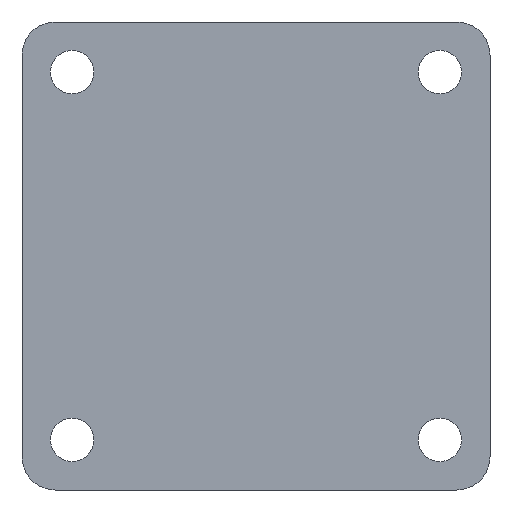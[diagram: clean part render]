
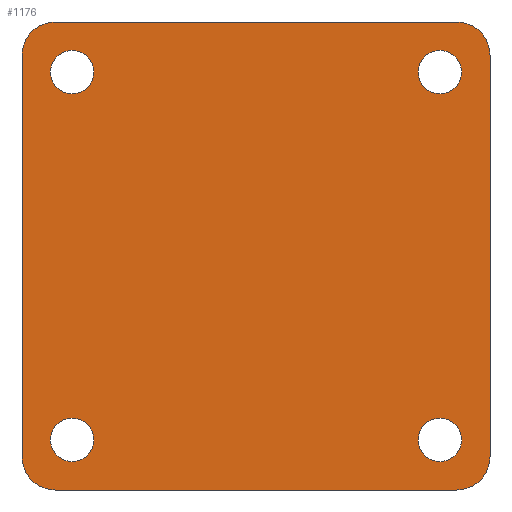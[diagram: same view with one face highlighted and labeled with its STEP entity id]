
A CAD part, front view. The second image highlights one B-rep face of the part: STEP entity #1176.
In plain terms, the highlighted planar face has unit normal (0, -1, 0).
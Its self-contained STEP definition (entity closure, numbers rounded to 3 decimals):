
#9 = VERTEX_POINT ( 'NONE', #428 ) ;
#11 = ORIENTED_EDGE ( 'NONE', *, *, #1585, .T. ) ;
#27 = CIRCLE ( 'NONE', #734, 6.5 ) ;
#31 = DIRECTION ( 'NONE',  ( 0., 0., 1. ) ) ;
#42 = CARTESIAN_POINT ( 'NONE',  ( -60., 0., -60. ) ) ;
#50 = CARTESIAN_POINT ( 'NONE',  ( -55., 0., 61.5 ) ) ;
#53 = DIRECTION ( 'NONE',  ( 0., 0., 1. ) ) ;
#58 = VECTOR ( 'NONE', #1358, 1000. ) ;
#60 = VERTEX_POINT ( 'NONE', #1140 ) ;
#67 = VERTEX_POINT ( 'NONE', #754 ) ;
#80 = FACE_BOUND ( 'NONE', #1733, .T. ) ;
#89 = DIRECTION ( 'NONE',  ( 0., 0., 1. ) ) ;
#103 = ORIENTED_EDGE ( 'NONE', *, *, #544, .T. ) ;
#114 = DIRECTION ( 'NONE',  ( 0., 0., 1. ) ) ;
#117 = VERTEX_POINT ( 'NONE', #50 ) ;
#121 = EDGE_CURVE ( 'NONE', #175, #1745, #392, .T. ) ;
#123 = AXIS2_PLACEMENT_3D ( 'NONE', #659, #1616, #1726 ) ;
#129 = EDGE_CURVE ( 'NONE', #9, #560, #1206, .T. ) ;
#134 = ORIENTED_EDGE ( 'NONE', *, *, #867, .T. ) ;
#156 = DIRECTION ( 'NONE',  ( 0., 0., 1. ) ) ;
#159 = LINE ( 'NONE', #585, #58 ) ;
#164 = CARTESIAN_POINT ( 'NONE',  ( -55., 0., -48.5 ) ) ;
#175 = VERTEX_POINT ( 'NONE', #1421 ) ;
#188 = ORIENTED_EDGE ( 'NONE', *, *, #1107, .F. ) ;
#189 = CARTESIAN_POINT ( 'NONE',  ( 55., 0., 55. ) ) ;
#190 = AXIS2_PLACEMENT_3D ( 'NONE', #189, #1262, #89 ) ;
#199 = CARTESIAN_POINT ( 'NONE',  ( -60., 0., 70. ) ) ;
#205 = VECTOR ( 'NONE', #1132, 1000. ) ;
#214 = AXIS2_PLACEMENT_3D ( 'NONE', #42, #325, #491 ) ;
#251 = ORIENTED_EDGE ( 'NONE', *, *, #1555, .T. ) ;
#259 = EDGE_CURVE ( 'NONE', #67, #1494, #1243, .T. ) ;
#274 = CARTESIAN_POINT ( 'NONE',  ( -70., 0., 70. ) ) ;
#277 = CARTESIAN_POINT ( 'NONE',  ( 55., 0., -55. ) ) ;
#279 = VERTEX_POINT ( 'NONE', #1472 ) ;
#286 = EDGE_CURVE ( 'NONE', #175, #60, #1379, .T. ) ;
#300 = DIRECTION ( 'NONE',  ( 0., 0., 1. ) ) ;
#304 = DIRECTION ( 'NONE',  ( 0., 0., -1. ) ) ;
#315 = VERTEX_POINT ( 'NONE', #808 ) ;
#325 = DIRECTION ( 'NONE',  ( 0., -1., 0. ) ) ;
#370 = CIRCLE ( 'NONE', #603, 10. ) ;
#392 = CIRCLE ( 'NONE', #214, 10. ) ;
#395 = ORIENTED_EDGE ( 'NONE', *, *, #121, .T. ) ;
#416 = ORIENTED_EDGE ( 'NONE', *, *, #714, .F. ) ;
#427 = CARTESIAN_POINT ( 'NONE',  ( -55., 0., -55. ) ) ;
#428 = CARTESIAN_POINT ( 'NONE',  ( 55., 0., 48.5 ) ) ;
#455 = CARTESIAN_POINT ( 'NONE',  ( 55., 0., 55. ) ) ;
#456 = LINE ( 'NONE', #768, #205 ) ;
#469 = DIRECTION ( 'NONE',  ( 0., -1., 0. ) ) ;
#477 = DIRECTION ( 'NONE',  ( 0., 0., -1. ) ) ;
#491 = DIRECTION ( 'NONE',  ( 0., 0., -1. ) ) ;
#494 = CARTESIAN_POINT ( 'NONE',  ( 60., 0., 70. ) ) ;
#500 = FACE_BOUND ( 'NONE', #772, .T. ) ;
#505 = DIRECTION ( 'NONE',  ( 0., -1., 0. ) ) ;
#529 = CARTESIAN_POINT ( 'NONE',  ( -55., 0., 48.5 ) ) ;
#544 = EDGE_CURVE ( 'NONE', #315, #1683, #1582, .T. ) ;
#560 = VERTEX_POINT ( 'NONE', #1603 ) ;
#561 = EDGE_CURVE ( 'NONE', #1566, #117, #1086, .T. ) ;
#562 = LINE ( 'NONE', #594, #1357 ) ;
#585 = CARTESIAN_POINT ( 'NONE',  ( -70., 0., -70. ) ) ;
#589 = CIRCLE ( 'NONE', #1509, 6.5 ) ;
#591 = DIRECTION ( 'NONE',  ( 0., 1., 0. ) ) ;
#594 = CARTESIAN_POINT ( 'NONE',  ( 70., 0., 70. ) ) ;
#603 = AXIS2_PLACEMENT_3D ( 'NONE', #1283, #505, #477 ) ;
#628 = FACE_BOUND ( 'NONE', #868, .T. ) ;
#634 = CARTESIAN_POINT ( 'NONE',  ( -55., 0., 55. ) ) ;
#656 = EDGE_CURVE ( 'NONE', #1604, #1488, #562, .T. ) ;
#659 = CARTESIAN_POINT ( 'NONE',  ( 60., 0., 60. ) ) ;
#678 = AXIS2_PLACEMENT_3D ( 'NONE', #455, #591, #1403 ) ;
#712 = CARTESIAN_POINT ( 'NONE',  ( -55., 0., 55. ) ) ;
#714 = EDGE_CURVE ( 'NONE', #279, #1745, #159, .T. ) ;
#734 = AXIS2_PLACEMENT_3D ( 'NONE', #712, #1501, #31 ) ;
#741 = CARTESIAN_POINT ( 'NONE',  ( 60., 0., -60. ) ) ;
#742 = EDGE_CURVE ( 'NONE', #875, #60, #370, .T. ) ;
#754 = CARTESIAN_POINT ( 'NONE',  ( -55., 0., -61.5 ) ) ;
#755 = FACE_BOUND ( 'NONE', #1482, .T. ) ;
#756 = ORIENTED_EDGE ( 'NONE', *, *, #286, .F. ) ;
#765 = DIRECTION ( 'NONE',  ( 0., 1., 0. ) ) ;
#767 = EDGE_CURVE ( 'NONE', #560, #9, #911, .T. ) ;
#768 = CARTESIAN_POINT ( 'NONE',  ( -70., 0., 70. ) ) ;
#772 = EDGE_LOOP ( 'NONE', ( #1319, #983 ) ) ;
#774 = AXIS2_PLACEMENT_3D ( 'NONE', #741, #469, #882 ) ;
#777 = AXIS2_PLACEMENT_3D ( 'NONE', #1473, #1443, #1073 ) ;
#808 = CARTESIAN_POINT ( 'NONE',  ( 55., 0., -48.5 ) ) ;
#813 = DIRECTION ( 'NONE',  ( 0., 0., 1. ) ) ;
#835 = DIRECTION ( 'NONE',  ( 0., 1., 0. ) ) ;
#839 = AXIS2_PLACEMENT_3D ( 'NONE', #1532, #1653, #53 ) ;
#867 = EDGE_CURVE ( 'NONE', #279, #1488, #1577, .T. ) ;
#868 = EDGE_LOOP ( 'NONE', ( #1335, #961 ) ) ;
#875 = VERTEX_POINT ( 'NONE', #199 ) ;
#882 = DIRECTION ( 'NONE',  ( 0., 0., -1. ) ) ;
#894 = CIRCLE ( 'NONE', #123, 10. ) ;
#911 = CIRCLE ( 'NONE', #190, 6.5 ) ;
#961 = ORIENTED_EDGE ( 'NONE', *, *, #129, .T. ) ;
#983 = ORIENTED_EDGE ( 'NONE', *, *, #259, .T. ) ;
#998 = AXIS2_PLACEMENT_3D ( 'NONE', #277, #765, #1716 ) ;
#1037 = FACE_OUTER_BOUND ( 'NONE', #1266, .T. ) ;
#1048 = ORIENTED_EDGE ( 'NONE', *, *, #656, .F. ) ;
#1062 = DIRECTION ( 'NONE',  ( 0., 1., 0. ) ) ;
#1073 = DIRECTION ( 'NONE',  ( 0., 0., -1. ) ) ;
#1086 = CIRCLE ( 'NONE', #1224, 6.5 ) ;
#1097 = EDGE_CURVE ( 'NONE', #1494, #67, #1423, .T. ) ;
#1107 = EDGE_CURVE ( 'NONE', #875, #1448, #456, .T. ) ;
#1132 = DIRECTION ( 'NONE',  ( 1., 0., 0. ) ) ;
#1140 = CARTESIAN_POINT ( 'NONE',  ( -70., 0., 60. ) ) ;
#1168 = ORIENTED_EDGE ( 'NONE', *, *, #561, .T. ) ;
#1176 = ADVANCED_FACE ( 'NONE', ( #755, #80, #628, #500, #1037 ), #1193, .T. ) ;
#1189 = AXIS2_PLACEMENT_3D ( 'NONE', #427, #835, #156 ) ;
#1193 = PLANE ( 'NONE',  #777 ) ;
#1206 = CIRCLE ( 'NONE', #678, 6.5 ) ;
#1224 = AXIS2_PLACEMENT_3D ( 'NONE', #634, #1476, #813 ) ;
#1243 = CIRCLE ( 'NONE', #1189, 6.5 ) ;
#1262 = DIRECTION ( 'NONE',  ( 0., 1., 0. ) ) ;
#1263 = VECTOR ( 'NONE', #300, 1000. ) ;
#1266 = EDGE_LOOP ( 'NONE', ( #1048, #251, #188, #1304, #756, #395, #416, #134 ) ) ;
#1283 = CARTESIAN_POINT ( 'NONE',  ( -60., 0., 60. ) ) ;
#1304 = ORIENTED_EDGE ( 'NONE', *, *, #742, .T. ) ;
#1316 = CARTESIAN_POINT ( 'NONE',  ( 55., 0., -55. ) ) ;
#1319 = ORIENTED_EDGE ( 'NONE', *, *, #1097, .T. ) ;
#1335 = ORIENTED_EDGE ( 'NONE', *, *, #767, .T. ) ;
#1357 = VECTOR ( 'NONE', #304, 1000. ) ;
#1358 = DIRECTION ( 'NONE',  ( -1., 0., 0. ) ) ;
#1375 = CARTESIAN_POINT ( 'NONE',  ( 55., 0., -61.5 ) ) ;
#1379 = LINE ( 'NONE', #274, #1263 ) ;
#1403 = DIRECTION ( 'NONE',  ( 0., 0., 1. ) ) ;
#1421 = CARTESIAN_POINT ( 'NONE',  ( -70., 0., -60. ) ) ;
#1423 = CIRCLE ( 'NONE', #839, 6.5 ) ;
#1439 = CARTESIAN_POINT ( 'NONE',  ( 70., 0., -60. ) ) ;
#1443 = DIRECTION ( 'NONE',  ( 0., -1., 0. ) ) ;
#1448 = VERTEX_POINT ( 'NONE', #494 ) ;
#1472 = CARTESIAN_POINT ( 'NONE',  ( 60., 0., -70. ) ) ;
#1473 = CARTESIAN_POINT ( 'NONE',  ( 0., 0., 0. ) ) ;
#1476 = DIRECTION ( 'NONE',  ( 0., 1., 0. ) ) ;
#1482 = EDGE_LOOP ( 'NONE', ( #1528, #1168 ) ) ;
#1488 = VERTEX_POINT ( 'NONE', #1439 ) ;
#1494 = VERTEX_POINT ( 'NONE', #164 ) ;
#1501 = DIRECTION ( 'NONE',  ( 0., 1., 0. ) ) ;
#1509 = AXIS2_PLACEMENT_3D ( 'NONE', #1316, #1062, #114 ) ;
#1528 = ORIENTED_EDGE ( 'NONE', *, *, #1617, .T. ) ;
#1532 = CARTESIAN_POINT ( 'NONE',  ( -55., 0., -55. ) ) ;
#1543 = CARTESIAN_POINT ( 'NONE',  ( -60., 0., -70. ) ) ;
#1555 = EDGE_CURVE ( 'NONE', #1604, #1448, #894, .T. ) ;
#1566 = VERTEX_POINT ( 'NONE', #529 ) ;
#1577 = CIRCLE ( 'NONE', #774, 10. ) ;
#1582 = CIRCLE ( 'NONE', #998, 6.5 ) ;
#1585 = EDGE_CURVE ( 'NONE', #1683, #315, #589, .T. ) ;
#1603 = CARTESIAN_POINT ( 'NONE',  ( 55., 0., 61.5 ) ) ;
#1604 = VERTEX_POINT ( 'NONE', #1715 ) ;
#1616 = DIRECTION ( 'NONE',  ( 0., -1., 0. ) ) ;
#1617 = EDGE_CURVE ( 'NONE', #117, #1566, #27, .T. ) ;
#1653 = DIRECTION ( 'NONE',  ( 0., 1., 0. ) ) ;
#1683 = VERTEX_POINT ( 'NONE', #1375 ) ;
#1715 = CARTESIAN_POINT ( 'NONE',  ( 70., 0., 60. ) ) ;
#1716 = DIRECTION ( 'NONE',  ( 0., 0., 1. ) ) ;
#1726 = DIRECTION ( 'NONE',  ( 0., 0., -1. ) ) ;
#1733 = EDGE_LOOP ( 'NONE', ( #103, #11 ) ) ;
#1745 = VERTEX_POINT ( 'NONE', #1543 ) ;
